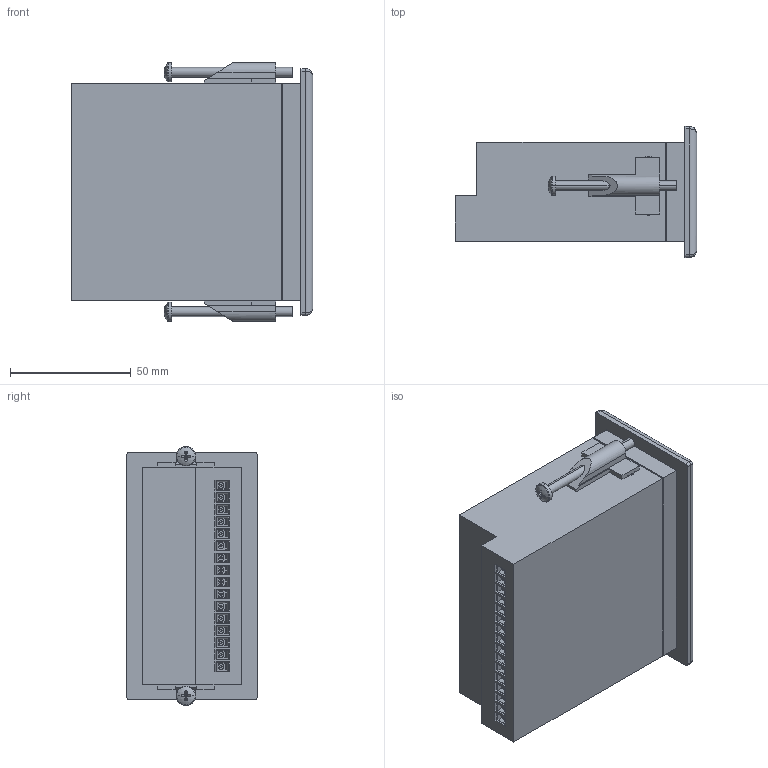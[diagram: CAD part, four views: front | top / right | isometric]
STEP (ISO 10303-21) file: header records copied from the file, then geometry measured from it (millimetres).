
FILE_DESCRIPTION (( 'STEP AP214' ), '1' );
FILE_NAME ('3D ìîäåëü 2ÒÐÌ1-Ù2.Ó.ÕÕ.STEP', '2015-08-12T07:38:46', ( 'adm' ), ( 'owen' ), 'SwSTEP 2.0', 'SolidWorks 2011', '' );
FILE_SCHEMA (( 'AUTOMOTIVE_DESIGN' ));
Length unit declared in the file: millimetre
Products named in the file (9): Óïëîòíèòåëü; 2TRM1_006F02M; 鏢鵿櫡 膹樦擨鴀鍒; 抔樦憵; Pan Cross Head_AM4_50_B18.6.7M - M4 x 0.7 x 40 Type I Cross Recessed PHMS --40N; ﾇ琥韲; Èçìåðèòåëü 2ÒÐÌ1-Ù2 çàä; Èçìåðèòåëü 2ÒÐÌ1-Ù2 ïåðåä; 3D ìîäåëü 2ÒÐÌ1-Ù2.Ó.ÕÕ
Assembly tree (25 placements, depth 3):
  3D ìîäåëü 2ÒÐÌ1-Ù2.Ó.ÕÕ
    Èçìåðèòåëü 2ÒÐÌ1-Ù2 çàä
    鏢鵿櫡 膹樦擨鴀鍒
      抔樦憵  x16
    ﾇ琥韲  x2
    Pan Cross Head_AM4_50_B18.6.7M - M4 x 0.7 x 40 Type I Cross Recessed PHMS --40N  x2
    Èçìåðèòåëü 2ÒÐÌ1-Ù2 ïåðåä
    2TRM1_006F02M
    Óïëîòíèòåëü
Bounding box: 100 x 54 x 107 mm (x, y, z)
Volume: 82086.5 mm3; surface area: 96008.5 mm2
Topology: 24 solids, 24 shells, 1797 faces, 4479 edges, 2950 vertices
Faces by surface type: plane 1352, cylinder 276, bspline 161, torus 4, sphere 4
Entity records: 42694 total; most frequent: CARTESIAN_POINT 8013, ORIENTED_EDGE 5592, DIRECTION 4510, EDGE_CURVE 2796, VECTOR 2312, LINE 2312, VERTEX_POINT 1854, EDGE_LOOP 1264
